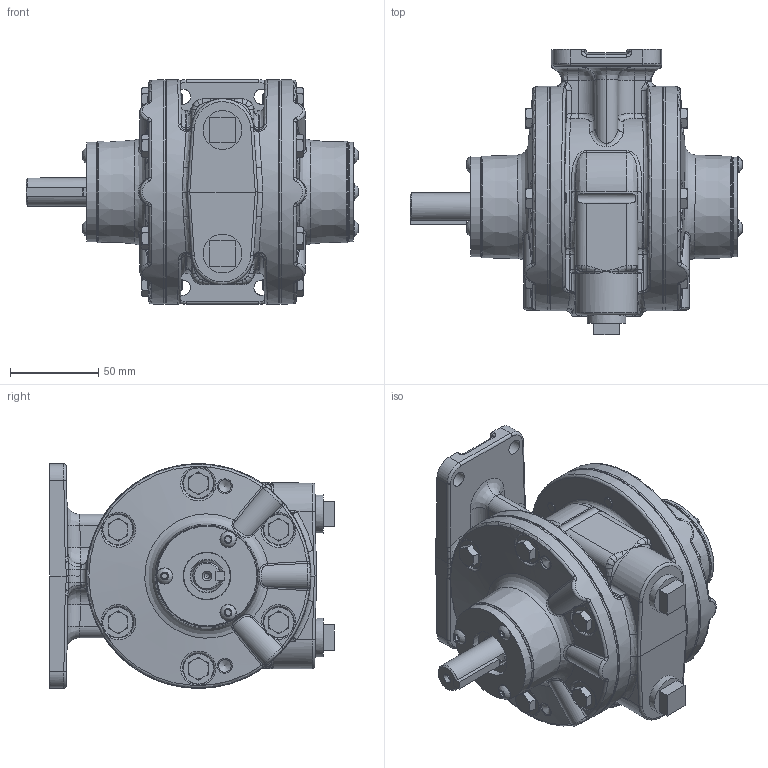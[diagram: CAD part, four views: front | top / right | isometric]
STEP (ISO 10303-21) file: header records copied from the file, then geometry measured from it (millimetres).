
FILE_DESCRIPTION (( 'STEP AP214' ), '1' );
FILE_NAME ('6AM-FRV-5A.STEP', '2025-05-05T19:29:11', ( '' ), ( '' ), 'SwSTEP 2.0', 'SolidWorks 2023', '' );
FILE_SCHEMA (( 'AUTOMOTIVE_DESIGN' ));
Length unit declared in the file: inch
Products named in the file (29): AD642F; AB136; AD643; AD644; AS800; AD692; AS269_91306A356; AD649; AD638A; AD655A; AD641F; AD650A; AD691; AE924C; BB635; 6AM-FRV-5A; AB519; AC849; AD642A; AD641B; AD652
Assembly tree (39 placements, depth 3):
  AD692
  AD655A
  6AM-FRV-5A
    AD650A
    AD638A
    AD641F
    AD641B
    AD642F
      AD649
      AC849
      AD642A
    AD643
    AD644
    AS800
    AS800
    AD652
    AD691
    AD691
    AD691
    AD691
    AD692
    BB635  x12
    AS269_91306A356  x3
    AS269_91306A356
    AS269_91306A356
    AS269_91306A356
    AE924C  x2
    AB136
  AB519
Bounding box: 187.6 x 160.93 x 127 mm (x, y, z)
Volume: 700640.9 mm3; surface area: 251506.2 mm2
Topology: 44 solids, 46 shells, 1449 faces, 3497 edges, 2162 vertices
Faces by surface type: bspline 494, plane 358, cylinder 327, cone 156, torus 108, sphere 6
Full cylindrical faces by diameter (mm): 3.048 x1, 4.039 x3, 4.826 x54, 5.156 x3, 5.334 x3, 5.41 x14, 5.588 x3, 6.35 x12, 7.137 x12, 8.636 x4, 9.525 x2, 15.865 x1, 16.996 x1, 17.003 x1, 17.78 x2, 18.415 x1, 18.923 x1, 19.812 x1, 20.32 x1, 23.092 x1, 26.924 x1, 30.328 x1, 30.836 x1, 31.344 x1, 31.75 x1, 31.852 x1, 33.899 x1, 37.325 x1, 39.815 x2, 39.995 x1
Entity records: 124593 total; most frequent: CARTESIAN_POINT 101791, ORIENTED_EDGE 4892, DIRECTION 3571, EDGE_CURVE 2446, VERTEX_POINT 1589, AXIS2_PLACEMENT_3D 1527, EDGE_LOOP 1465, FACE_OUTER_BOUND 1253
